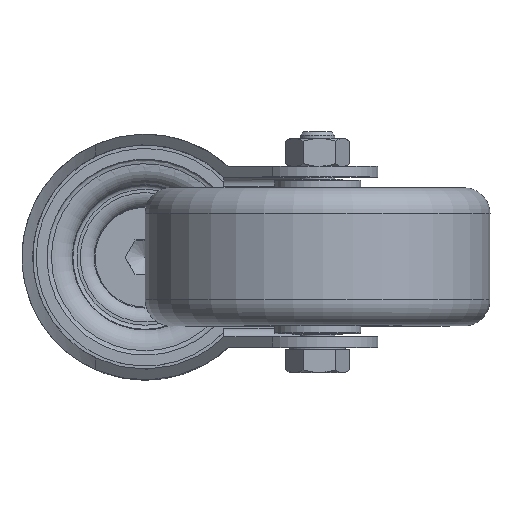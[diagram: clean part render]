
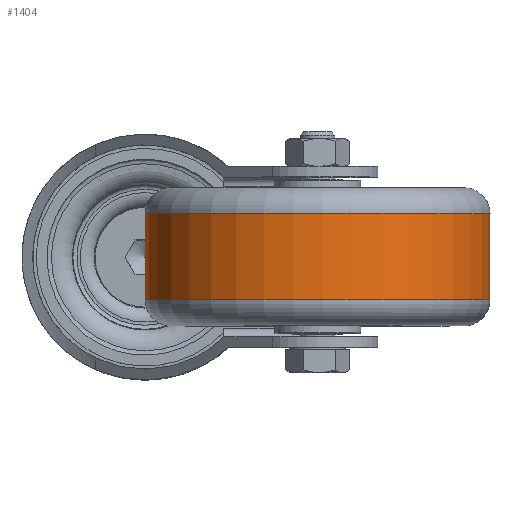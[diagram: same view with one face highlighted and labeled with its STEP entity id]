
A CAD part, top view. The second image highlights one B-rep face of the part: STEP entity #1404.
In plain terms, the highlighted cylindrical face has radius 40 mm (diameter 80 mm), a full revolution.
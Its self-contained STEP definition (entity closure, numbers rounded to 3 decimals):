
#1404=ADVANCED_FACE('',(#1658,#1659),#1660,.T.);
#1658=FACE_OUTER_BOUND('',#2094,.T.);
#1659=FACE_OUTER_BOUND('',#2095,.T.);
#1660=CYLINDRICAL_SURFACE('',#2096,40.0);
#2094=EDGE_LOOP('',(#2565));
#2095=EDGE_LOOP('',(#2566));
#2096=AXIS2_PLACEMENT_3D('',#2567,#2568,#2569);
#2565=ORIENTED_EDGE('',*,*,#3720,.T.);
#2566=ORIENTED_EDGE('',*,*,#3723,.T.);
#2567=CARTESIAN_POINT('',(0.0,0.0,0.0));
#2568=DIRECTION('',(0.0,0.0,-1.0));
#2569=DIRECTION('',(-1.0,0.0,0.0));
#3720=EDGE_CURVE('',#4082,#4082,#4083,.F.);
#3723=EDGE_CURVE('',#4088,#4088,#4089,.F.);
#4082=VERTEX_POINT('',#4686);
#4083=CIRCLE('',#4687,40.0);
#4088=VERTEX_POINT('',#4692);
#4089=CIRCLE('',#4693,40.0);
#4686=CARTESIAN_POINT('',(-40.0,0.,-10.0));
#4687=AXIS2_PLACEMENT_3D('',#6020,#6021,#6022);
#4692=CARTESIAN_POINT('',(40.0,0.,10.0));
#4693=AXIS2_PLACEMENT_3D('',#6029,#6030,#6031);
#6020=CARTESIAN_POINT('',(0.0,0.0,-10.0));
#6021=DIRECTION('',(0.0,0.0,-1.0));
#6022=DIRECTION('',(-1.0,0.0,0.0));
#6029=CARTESIAN_POINT('',(0.0,0.0,10.0));
#6030=DIRECTION('',(0.0,0.0,1.0));
#6031=DIRECTION('',(1.0,0.0,0.0));
